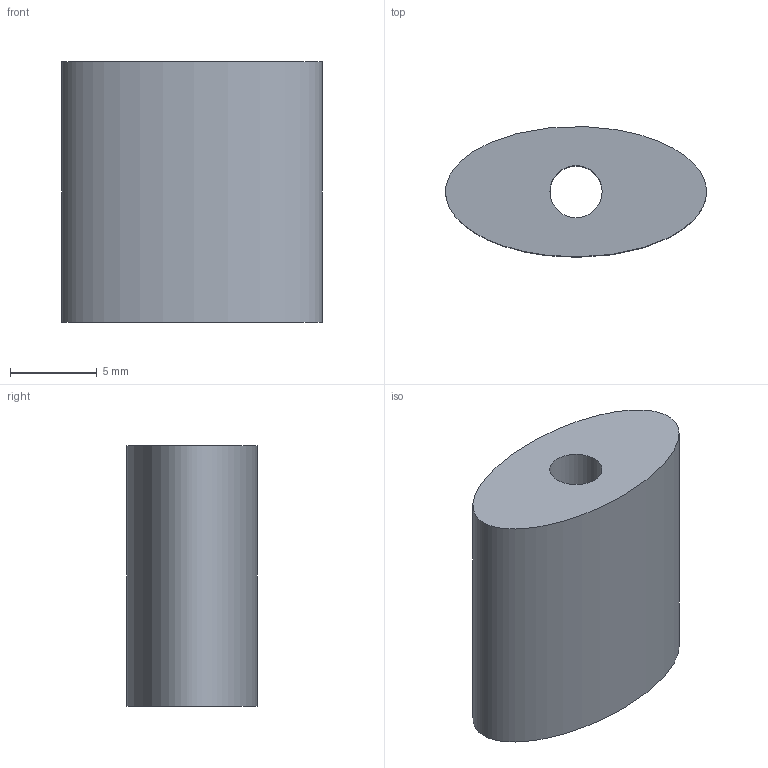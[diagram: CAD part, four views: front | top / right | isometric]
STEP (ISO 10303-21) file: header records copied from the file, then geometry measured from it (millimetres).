
FILE_DESCRIPTION(/* description */ (''),/* implementation_level */ '2;1');
FILE_NAME(/* name */ 'elliptical15mm.step',/* time_stamp */ '2021-03-24T10:55:06+00:00',/* author */ (''),/* organization */ (''),/* preprocessor_version */ 'ST-DEVELOPER v18.1',/* originating_system */ 'Autodesk Translation Framework v9.10.0.1330',/* authorisation */ '');
FILE_SCHEMA (('AUTOMOTIVE_DESIGN { 1 0 10303 214 3 1 1 }'));
Length unit declared in the file: millimetre
Products named in the file (1): elliptical15mm
Bounding box: 15 x 7.49 x 15 mm (x, y, z)
Volume: 1219 mm3; surface area: 848.9 mm2
Topology: 1 solids, 1 shells, 4 faces, 6 edges, 4 vertices
Faces by surface type: plane 2, cylinder 1, bspline 1
Full cylindrical faces by diameter (mm): 3 x1
Entity records: 144 total; most frequent: CARTESIAN_POINT 32, DIRECTION 18, ORIENTED_EDGE 12, AXIS2_PLACEMENT_3D 8, EDGE_LOOP 6, EDGE_CURVE 6, FACE_OUTER_BOUND 4, VERTEX_POINT 4
